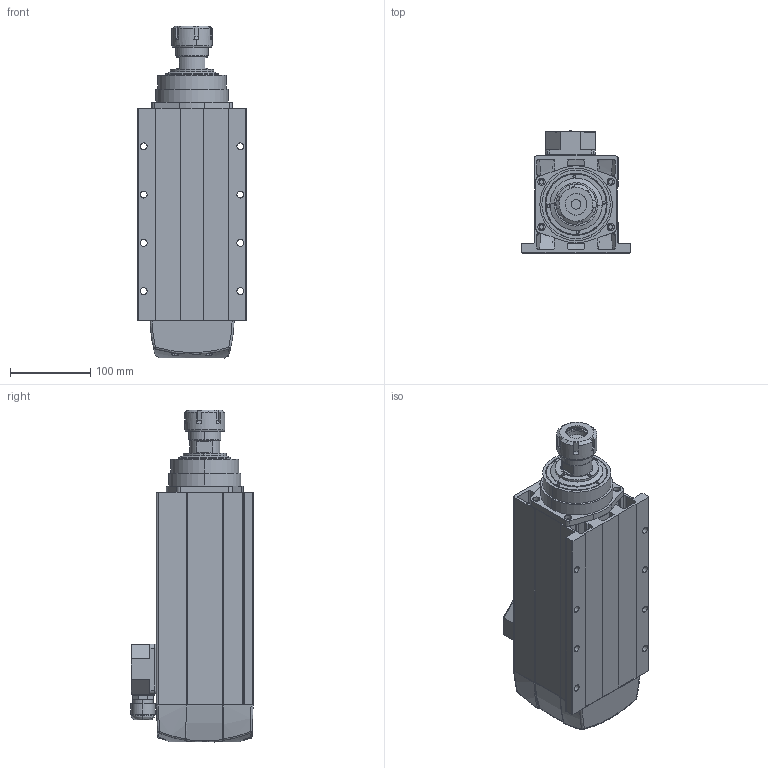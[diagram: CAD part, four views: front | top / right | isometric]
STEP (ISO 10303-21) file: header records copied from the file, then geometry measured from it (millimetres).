
FILE_DESCRIPTION (( 'STEP AP214' ), '1' );
FILE_NAME ('GDF60-18Z-7.5諉盄碟湍褐遴.STEP', '2024-07-19T01:57:26', ( '00' ), ( '' ), 'SwSTEP 2.0', 'SolidWorks 2018', '' );
FILE_SCHEMA (( 'AUTOMOTIVE_DESIGN' ));
Length unit declared in the file: millimetre
Products named in the file (13): GDF60-18Z-6.0-03 傷裔; GDF46睿60籵蚚堤盄碟62x62; GDF60-18Z-6.0-07 粣芛; GDF46睿60籵蚚堤盄碟62x62-PG13; ER32-12 粟俶芠標; GDF60-18Z-6.0-02 ヶ裔; GDF60-18Z-7.5諉盄碟湍褐遴; 萇埭羲壽M18x1.5PG13.5AD18; GDF60-18Z-6.0-01 躇猾裔; GDF60瑞欶_1; GDF60-18Z-7.5 湍褐梟儂褲; GDF46睿60籵蚚寡蝶菜62x62; ER32樓綠蹟簽
Assembly tree (12 placements, depth 3):
  GDF60-18Z-7.5諉盄碟湍褐遴
    GDF60-18Z-7.5 湍褐梟儂褲
    GDF60-18Z-6.0-03 傷裔
    GDF60瑞欶_1
    GDF60-18Z-6.0-01 躇猾裔
    GDF60-18Z-6.0-07 粣芛
    GDF60-18Z-6.0-02 ヶ裔
    ER32-12 粟俶芠標
    ER32樓綠蹟簽
    GDF46睿60籵蚚堤盄碟62x62-PG13
      GDF46睿60籵蚚寡蝶菜62x62
      GDF46睿60籵蚚堤盄碟62x62
      萇埭羲壽M18x1.5PG13.5AD18
Bounding box: 135 x 151.86 x 412.5 mm (x, y, z)
Volume: 1628578.7 mm3; surface area: 520619.9 mm2
Topology: 11 solids, 11 shells, 583 faces, 1531 edges, 1010 vertices
Faces by surface type: plane 261, cylinder 251, cone 34, bspline 29, torus 4, sphere 4
Entity records: 30796 total; most frequent: CARTESIAN_POINT 9681, ORIENTED_EDGE 3060, DIRECTION 2819, EDGE_CURVE 1530, AXIS2_PLACEMENT_3D 1042, VERTEX_POINT 1010, VECTOR 735, LINE 735
